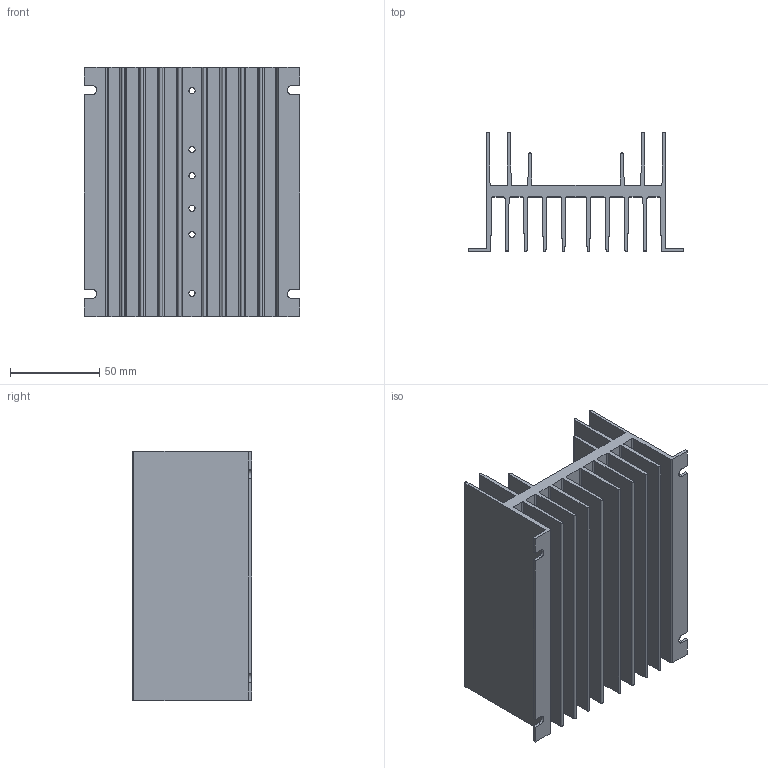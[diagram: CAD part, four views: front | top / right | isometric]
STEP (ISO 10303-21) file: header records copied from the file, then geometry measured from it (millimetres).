
FILE_DESCRIPTION (( 'STEP AP214' ), '1' );
FILE_NAME ('107502.STEP', '2011-07-09T18:06:33', ( 'LALo' ), ( 'Edi Foundation' ), 'SwSTEP 2.0', 'SolidWorks 2011', '' );
FILE_SCHEMA (( 'AUTOMOTIVE_DESIGN' ));
Length unit declared in the file: inch
Products named in the file (1): 107502
Bounding box: 120.65 x 66.8 x 139.7 mm (x, y, z)
Surface area: 163808.9 mm2 (no closed solid volume)
Topology: 0 solids, 130 shells, 142 faces, 780 edges, 768 vertices
Faces by surface type: plane 66, cylinder 58, cone 18
Entity records: 8944 total; most frequent: CARTESIAN_POINT 3251, DIRECTION 1058, ORIENTED_EDGE 792, EDGE_CURVE 780, VERTEX_POINT 768, VECTOR 468, LINE 468, AXIS2_PLACEMENT_3D 295
